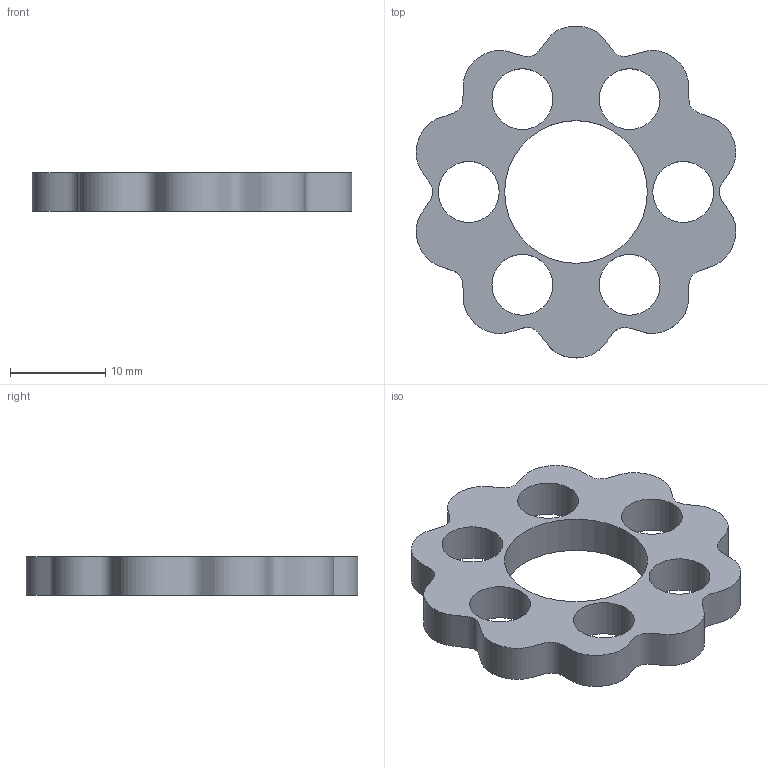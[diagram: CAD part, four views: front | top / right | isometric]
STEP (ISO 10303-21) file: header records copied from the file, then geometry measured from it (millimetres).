
FILE_DESCRIPTION(/* description */ (''),/* implementation_level */ '2;1');
FILE_NAME(/* name */ 'cycloid.step',/* time_stamp */ '2024-02-19T13:55:06+08:00',/* author */ (''),/* organization */ (''),/* preprocessor_version */ 'ST-DEVELOPER v20',/* originating_system */ 'Autodesk Translation Framework v12.20.1.177',/* authorisation */ '');
FILE_SCHEMA (('AUTOMOTIVE_DESIGN { 1 0 10303 214 3 1 1 }'));
Length unit declared in the file: millimetre
Products named in the file (2): (未保存); Cycloidal reducer
Assembly tree (1 placements, depth 2):
  (未保存)
    Cycloidal reducer
Bounding box: 33.6 x 34.9 x 4 mm (x, y, z)
Volume: 1913.6 mm3; surface area: 2101.6 mm2
Topology: 1 solids, 1 shells, 10 faces, 24 edges, 16 vertices
Faces by surface type: cylinder 7, plane 2, bspline 1
Full cylindrical faces by diameter (mm): 6.4 x6, 15 x1
Entity records: 1590 total; most frequent: CARTESIAN_POINT 1270, DIRECTION 60, ORIENTED_EDGE 48, AXIS2_PLACEMENT_3D 26, EDGE_LOOP 24, EDGE_CURVE 24, VERTEX_POINT 16, FACE_BOUND 14
